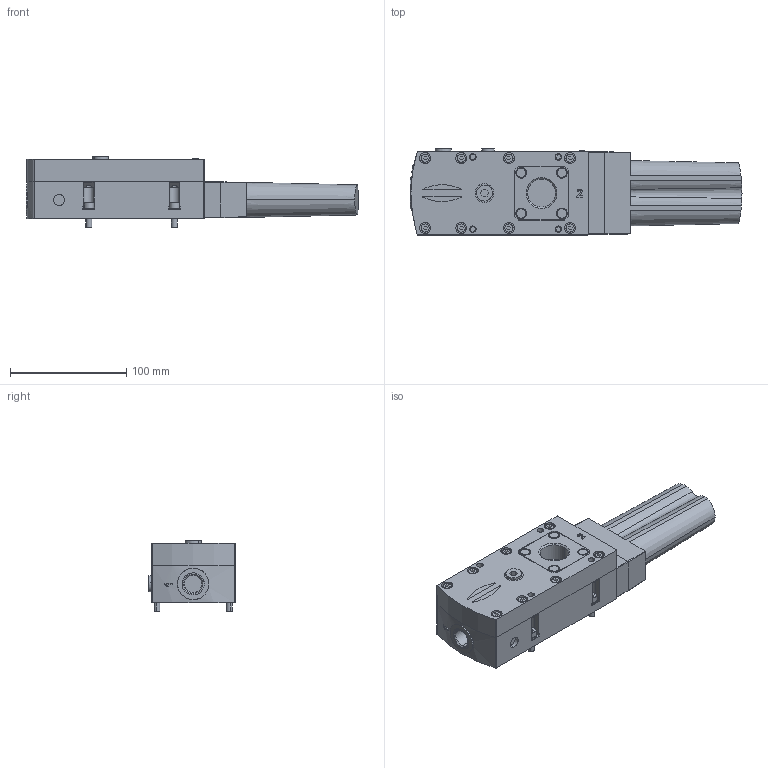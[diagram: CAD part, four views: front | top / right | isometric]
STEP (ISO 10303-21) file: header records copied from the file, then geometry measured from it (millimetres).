
FILE_DESCRIPTION (( 'STEP AP203' ), '1' );
FILE_NAME ('10.02.01.01605.step', '2021-04-14T12:38:28', ( '' ), ( '' ), 'SwSTEP 2.0', 'SolidWorks 2021', '' );
FILE_SCHEMA (( 'CONFIG_CONTROL_DESIGN' ));
Length unit declared in the file: millimetre
Products named in the file (1): 10.02.01.01605
Bounding box: 285.25 x 74 x 60.4 mm (x, y, z)
Volume: 720269.3 mm3; surface area: 144361.8 mm2
Topology: 43 solids, 45 shells, 899 faces, 2082 edges, 1369 vertices
Faces by surface type: plane 413, cylinder 394, cone 43, bspline 41, torus 8
Entity records: 28001 total; most frequent: CARTESIAN_POINT 6918, DIRECTION 4472, ORIENTED_EDGE 4164, EDGE_CURVE 2082, AXIS2_PLACEMENT_3D 1680, VERTEX_POINT 1369, LINE 1112, VECTOR 1112
